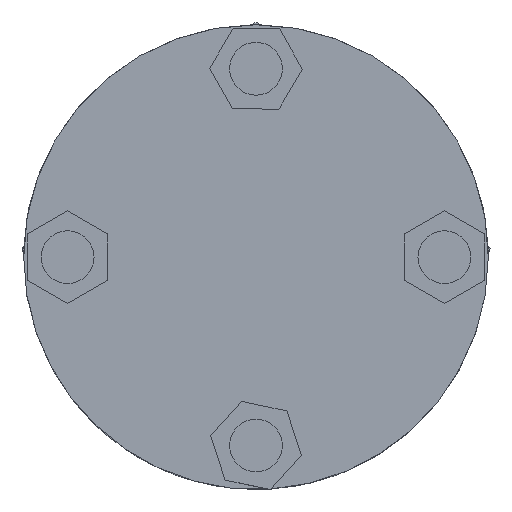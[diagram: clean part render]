
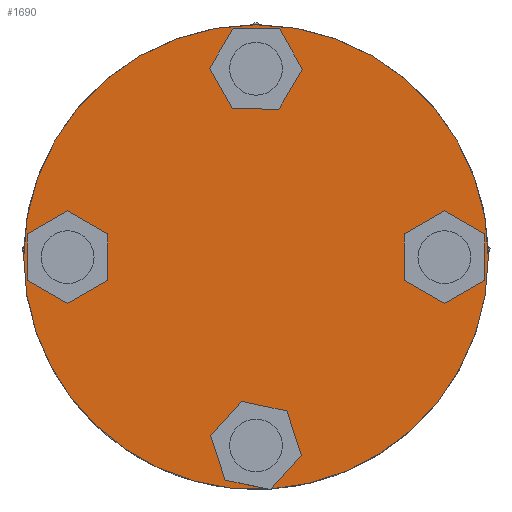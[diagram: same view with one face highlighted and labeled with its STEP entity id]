
A CAD part, left-side view. The second image highlights one B-rep face of the part: STEP entity #1690.
In plain terms, the highlighted planar face has unit normal (-1, 0, 0).
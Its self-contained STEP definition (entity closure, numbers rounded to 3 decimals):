
#896=CARTESIAN_POINT('Vertex',(-18.,-92.5,0.)) ;
#903=CARTESIAN_POINT('Vertex',(-18.,92.5,0.)) ;
#906=CARTESIAN_POINT('Axis2P3D Location',(-18.,0.,0.)) ;
#918=CARTESIAN_POINT('Axis2P3D Location',(-18.,0.,0.)) ;
#922=CARTESIAN_POINT('Vertex',(-18.,-5.926,-92.31)) ;
#929=CARTESIAN_POINT('Vertex',(-18.,-4.741,-92.378)) ;
#932=CARTESIAN_POINT('Axis2P3D Location',(-18.,0.,0.)) ;
#1484=CARTESIAN_POINT('Axis2P3D Location',(-18.,0.,0.)) ;
#1489=CARTESIAN_POINT('Line Origine',(-18.,3.821,-90.544)) ;
#1493=CARTESIAN_POINT('Vertex',(-18.,12.384,-88.711)) ;
#1496=CARTESIAN_POINT('Line Origine',(-18.,15.225,-79.921)) ;
#1500=CARTESIAN_POINT('Vertex',(-18.,18.065,-71.131)) ;
#1503=CARTESIAN_POINT('Line Origine',(-18.,11.874,-64.275)) ;
#1507=CARTESIAN_POINT('Vertex',(-18.,5.682,-57.42)) ;
#1510=CARTESIAN_POINT('Line Origine',(-18.,-3.351,-59.355)) ;
#1514=CARTESIAN_POINT('Vertex',(-18.,-12.384,-61.289)) ;
#1517=CARTESIAN_POINT('Line Origine',(-18.,-15.225,-70.079)) ;
#1521=CARTESIAN_POINT('Vertex',(-18.,-18.065,-78.869)) ;
#1524=CARTESIAN_POINT('Line Origine',(-18.,-11.995,-85.59)) ;
#1540=CARTESIAN_POINT('Line Origine',(-18.,13.789,83.115)) ;
#1544=CARTESIAN_POINT('Vertex',(-18.,9.104,91.076)) ;
#1546=CARTESIAN_POINT('Vertex',(-18.,18.475,75.154)) ;
#1549=CARTESIAN_POINT('Line Origine',(-18.,-0.133,90.999)) ;
#1553=CARTESIAN_POINT('Vertex',(-18.,-9.37,90.923)) ;
#1556=CARTESIAN_POINT('Line Origine',(-18.,-13.923,82.884)) ;
#1560=CARTESIAN_POINT('Vertex',(-18.,-18.475,74.846)) ;
#1563=CARTESIAN_POINT('Line Origine',(-18.,-13.789,66.885)) ;
#1567=CARTESIAN_POINT('Vertex',(-18.,-9.104,58.924)) ;
#1570=CARTESIAN_POINT('Line Origine',(-18.,0.133,59.001)) ;
#1574=CARTESIAN_POINT('Vertex',(-18.,9.37,59.077)) ;
#1577=CARTESIAN_POINT('Line Origine',(-18.,13.923,67.116)) ;
#1590=CARTESIAN_POINT('Line Origine',(-18.,-59.,0.)) ;
#1594=CARTESIAN_POINT('Vertex',(-18.,-59.,9.238)) ;
#1596=CARTESIAN_POINT('Vertex',(-18.,-59.,-9.238)) ;
#1599=CARTESIAN_POINT('Line Origine',(-18.,-67.,13.856)) ;
#1603=CARTESIAN_POINT('Vertex',(-18.,-75.,18.475)) ;
#1606=CARTESIAN_POINT('Line Origine',(-18.,-83.,13.856)) ;
#1610=CARTESIAN_POINT('Vertex',(-18.,-91.,9.238)) ;
#1613=CARTESIAN_POINT('Line Origine',(-18.,-91.,0.)) ;
#1617=CARTESIAN_POINT('Vertex',(-18.,-91.,-9.238)) ;
#1620=CARTESIAN_POINT('Line Origine',(-18.,-83.,-13.856)) ;
#1624=CARTESIAN_POINT('Vertex',(-18.,-75.,-18.475)) ;
#1627=CARTESIAN_POINT('Line Origine',(-18.,-67.,-13.856)) ;
#1640=CARTESIAN_POINT('Line Origine',(-18.,67.,13.856)) ;
#1644=CARTESIAN_POINT('Vertex',(-18.,75.,18.475)) ;
#1646=CARTESIAN_POINT('Vertex',(-18.,59.,9.238)) ;
#1649=CARTESIAN_POINT('Line Origine',(-18.,59.,0.)) ;
#1653=CARTESIAN_POINT('Vertex',(-18.,59.,-9.238)) ;
#1656=CARTESIAN_POINT('Line Origine',(-18.,67.,-13.856)) ;
#1660=CARTESIAN_POINT('Vertex',(-18.,75.,-18.475)) ;
#1663=CARTESIAN_POINT('Line Origine',(-18.,83.,-13.856)) ;
#1667=CARTESIAN_POINT('Vertex',(-18.,91.,-9.238)) ;
#1670=CARTESIAN_POINT('Line Origine',(-18.,91.,0.)) ;
#1674=CARTESIAN_POINT('Vertex',(-18.,91.,9.238)) ;
#1677=CARTESIAN_POINT('Line Origine',(-18.,83.,13.856)) ;
#907=DIRECTION('Axis2P3D Direction',(-1.,0.,0.)) ;
#919=DIRECTION('Axis2P3D Direction',(-1.,0.,0.)) ;
#933=DIRECTION('Axis2P3D Direction',(-1.,0.,0.)) ;
#1485=DIRECTION('Axis2P3D Direction',(-1.,0.,0.)) ;
#1486=DIRECTION('Axis2P3D XDirection',(0.,-1.,0.)) ;
#1490=DIRECTION('Vector Direction',(0.,-0.978,-0.209)) ;
#1497=DIRECTION('Vector Direction',(0.,-0.308,-0.952)) ;
#1504=DIRECTION('Vector Direction',(0.,0.67,-0.742)) ;
#1511=DIRECTION('Vector Direction',(0.,0.978,0.209)) ;
#1518=DIRECTION('Vector Direction',(0.,0.308,0.952)) ;
#1525=DIRECTION('Vector Direction',(0.,-0.67,0.742)) ;
#1541=DIRECTION('Vector Direction',(0.,0.507,-0.862)) ;
#1550=DIRECTION('Vector Direction',(0.,1.,0.008)) ;
#1557=DIRECTION('Vector Direction',(0.,0.493,0.87)) ;
#1564=DIRECTION('Vector Direction',(0.,-0.507,0.862)) ;
#1571=DIRECTION('Vector Direction',(0.,-1.,-0.008)) ;
#1578=DIRECTION('Vector Direction',(0.,-0.493,-0.87)) ;
#1591=DIRECTION('Vector Direction',(0.,0.,-1.)) ;
#1600=DIRECTION('Vector Direction',(0.,0.866,-0.5)) ;
#1607=DIRECTION('Vector Direction',(0.,0.866,0.5)) ;
#1614=DIRECTION('Vector Direction',(0.,0.,1.)) ;
#1621=DIRECTION('Vector Direction',(0.,-0.866,0.5)) ;
#1628=DIRECTION('Vector Direction',(0.,-0.866,-0.5)) ;
#1641=DIRECTION('Vector Direction',(0.,-0.866,-0.5)) ;
#1650=DIRECTION('Vector Direction',(0.,0.,-1.)) ;
#1657=DIRECTION('Vector Direction',(0.,0.866,-0.5)) ;
#1664=DIRECTION('Vector Direction',(0.,0.866,0.5)) ;
#1671=DIRECTION('Vector Direction',(0.,0.,1.)) ;
#1678=DIRECTION('Vector Direction',(0.,-0.866,0.5)) ;
#908=AXIS2_PLACEMENT_3D('Circle Axis2P3D',#906,#907,$) ;
#920=AXIS2_PLACEMENT_3D('Circle Axis2P3D',#918,#919,$) ;
#934=AXIS2_PLACEMENT_3D('Circle Axis2P3D',#932,#933,$) ;
#1487=AXIS2_PLACEMENT_3D('Plane Axis2P3D',#1484,#1485,#1486) ;
#1530=ORIENTED_EDGE('',*,*,#924,.T.) ;
#1531=ORIENTED_EDGE('',*,*,#910,.T.) ;
#1532=ORIENTED_EDGE('',*,*,#936,.T.) ;
#1533=ORIENTED_EDGE('',*,*,#1495,.F.) ;
#1534=ORIENTED_EDGE('',*,*,#1502,.F.) ;
#1535=ORIENTED_EDGE('',*,*,#1509,.F.) ;
#1536=ORIENTED_EDGE('',*,*,#1516,.F.) ;
#1537=ORIENTED_EDGE('',*,*,#1523,.F.) ;
#1538=ORIENTED_EDGE('',*,*,#1528,.F.) ;
#1583=ORIENTED_EDGE('',*,*,#1548,.F.) ;
#1584=ORIENTED_EDGE('',*,*,#1555,.F.) ;
#1585=ORIENTED_EDGE('',*,*,#1562,.F.) ;
#1586=ORIENTED_EDGE('',*,*,#1569,.F.) ;
#1587=ORIENTED_EDGE('',*,*,#1576,.F.) ;
#1588=ORIENTED_EDGE('',*,*,#1581,.F.) ;
#1633=ORIENTED_EDGE('',*,*,#1598,.F.) ;
#1634=ORIENTED_EDGE('',*,*,#1605,.F.) ;
#1635=ORIENTED_EDGE('',*,*,#1612,.F.) ;
#1636=ORIENTED_EDGE('',*,*,#1619,.F.) ;
#1637=ORIENTED_EDGE('',*,*,#1626,.F.) ;
#1638=ORIENTED_EDGE('',*,*,#1631,.F.) ;
#1683=ORIENTED_EDGE('',*,*,#1648,.T.) ;
#1684=ORIENTED_EDGE('',*,*,#1655,.T.) ;
#1685=ORIENTED_EDGE('',*,*,#1662,.T.) ;
#1686=ORIENTED_EDGE('',*,*,#1669,.T.) ;
#1687=ORIENTED_EDGE('',*,*,#1676,.T.) ;
#1688=ORIENTED_EDGE('',*,*,#1681,.T.) ;
#1589=FACE_BOUND('',#1582,.T.) ;
#1639=FACE_BOUND('',#1632,.T.) ;
#1689=FACE_BOUND('',#1682,.T.) ;
#1491=VECTOR('Line Direction',#1490,1.) ;
#1498=VECTOR('Line Direction',#1497,1.) ;
#1505=VECTOR('Line Direction',#1504,1.) ;
#1512=VECTOR('Line Direction',#1511,1.) ;
#1519=VECTOR('Line Direction',#1518,1.) ;
#1526=VECTOR('Line Direction',#1525,1.) ;
#1542=VECTOR('Line Direction',#1541,1.) ;
#1551=VECTOR('Line Direction',#1550,1.) ;
#1558=VECTOR('Line Direction',#1557,1.) ;
#1565=VECTOR('Line Direction',#1564,1.) ;
#1572=VECTOR('Line Direction',#1571,1.) ;
#1579=VECTOR('Line Direction',#1578,1.) ;
#1592=VECTOR('Line Direction',#1591,1.) ;
#1601=VECTOR('Line Direction',#1600,1.) ;
#1608=VECTOR('Line Direction',#1607,1.) ;
#1615=VECTOR('Line Direction',#1614,1.) ;
#1622=VECTOR('Line Direction',#1621,1.) ;
#1629=VECTOR('Line Direction',#1628,1.) ;
#1642=VECTOR('Line Direction',#1641,1.) ;
#1651=VECTOR('Line Direction',#1650,1.) ;
#1658=VECTOR('Line Direction',#1657,1.) ;
#1665=VECTOR('Line Direction',#1664,1.) ;
#1672=VECTOR('Line Direction',#1671,1.) ;
#1679=VECTOR('Line Direction',#1678,1.) ;
#1690=ADVANCED_FACE('PartBody',(#1539,#1589,#1639,#1689),#1488,.T.) ;
#909=CIRCLE('generated circle',#908,92.5) ;
#921=CIRCLE('generated circle',#920,92.5) ;
#935=CIRCLE('generated circle',#934,92.5) ;
#910=EDGE_CURVE('',#897,#904,#909,.T.) ;
#924=EDGE_CURVE('',#923,#897,#921,.T.) ;
#936=EDGE_CURVE('',#904,#930,#935,.T.) ;
#1495=EDGE_CURVE('',#1494,#930,#1492,.T.) ;
#1502=EDGE_CURVE('',#1501,#1494,#1499,.T.) ;
#1509=EDGE_CURVE('',#1508,#1501,#1506,.T.) ;
#1516=EDGE_CURVE('',#1515,#1508,#1513,.T.) ;
#1523=EDGE_CURVE('',#1522,#1515,#1520,.T.) ;
#1528=EDGE_CURVE('',#923,#1522,#1527,.T.) ;
#1548=EDGE_CURVE('',#1545,#1547,#1543,.T.) ;
#1555=EDGE_CURVE('',#1554,#1545,#1552,.T.) ;
#1562=EDGE_CURVE('',#1561,#1554,#1559,.T.) ;
#1569=EDGE_CURVE('',#1568,#1561,#1566,.T.) ;
#1576=EDGE_CURVE('',#1575,#1568,#1573,.T.) ;
#1581=EDGE_CURVE('',#1547,#1575,#1580,.T.) ;
#1598=EDGE_CURVE('',#1595,#1597,#1593,.T.) ;
#1605=EDGE_CURVE('',#1604,#1595,#1602,.T.) ;
#1612=EDGE_CURVE('',#1611,#1604,#1609,.T.) ;
#1619=EDGE_CURVE('',#1618,#1611,#1616,.T.) ;
#1626=EDGE_CURVE('',#1625,#1618,#1623,.T.) ;
#1631=EDGE_CURVE('',#1597,#1625,#1630,.T.) ;
#1648=EDGE_CURVE('',#1645,#1647,#1643,.T.) ;
#1655=EDGE_CURVE('',#1647,#1654,#1652,.T.) ;
#1662=EDGE_CURVE('',#1654,#1661,#1659,.T.) ;
#1669=EDGE_CURVE('',#1661,#1668,#1666,.T.) ;
#1676=EDGE_CURVE('',#1668,#1675,#1673,.T.) ;
#1681=EDGE_CURVE('',#1675,#1645,#1680,.T.) ;
#1529=EDGE_LOOP('',(#1530,#1531,#1532,#1533,#1534,#1535,#1536,#1537,#1538)) ;
#1582=EDGE_LOOP('',(#1583,#1584,#1585,#1586,#1587,#1588)) ;
#1632=EDGE_LOOP('',(#1633,#1634,#1635,#1636,#1637,#1638)) ;
#1682=EDGE_LOOP('',(#1683,#1684,#1685,#1686,#1687,#1688)) ;
#1539=FACE_OUTER_BOUND('',#1529,.T.) ;
#1492=LINE('Line',#1489,#1491) ;
#1499=LINE('Line',#1496,#1498) ;
#1506=LINE('Line',#1503,#1505) ;
#1513=LINE('Line',#1510,#1512) ;
#1520=LINE('Line',#1517,#1519) ;
#1527=LINE('Line',#1524,#1526) ;
#1543=LINE('Line',#1540,#1542) ;
#1552=LINE('Line',#1549,#1551) ;
#1559=LINE('Line',#1556,#1558) ;
#1566=LINE('Line',#1563,#1565) ;
#1573=LINE('Line',#1570,#1572) ;
#1580=LINE('Line',#1577,#1579) ;
#1593=LINE('Line',#1590,#1592) ;
#1602=LINE('Line',#1599,#1601) ;
#1609=LINE('Line',#1606,#1608) ;
#1616=LINE('Line',#1613,#1615) ;
#1623=LINE('Line',#1620,#1622) ;
#1630=LINE('Line',#1627,#1629) ;
#1643=LINE('Line',#1640,#1642) ;
#1652=LINE('Line',#1649,#1651) ;
#1659=LINE('Line',#1656,#1658) ;
#1666=LINE('Line',#1663,#1665) ;
#1673=LINE('Line',#1670,#1672) ;
#1680=LINE('Line',#1677,#1679) ;
#1488=PLANE('',#1487) ;
#897=VERTEX_POINT('',#896) ;
#904=VERTEX_POINT('',#903) ;
#923=VERTEX_POINT('',#922) ;
#930=VERTEX_POINT('',#929) ;
#1494=VERTEX_POINT('',#1493) ;
#1501=VERTEX_POINT('',#1500) ;
#1508=VERTEX_POINT('',#1507) ;
#1515=VERTEX_POINT('',#1514) ;
#1522=VERTEX_POINT('',#1521) ;
#1545=VERTEX_POINT('',#1544) ;
#1547=VERTEX_POINT('',#1546) ;
#1554=VERTEX_POINT('',#1553) ;
#1561=VERTEX_POINT('',#1560) ;
#1568=VERTEX_POINT('',#1567) ;
#1575=VERTEX_POINT('',#1574) ;
#1595=VERTEX_POINT('',#1594) ;
#1597=VERTEX_POINT('',#1596) ;
#1604=VERTEX_POINT('',#1603) ;
#1611=VERTEX_POINT('',#1610) ;
#1618=VERTEX_POINT('',#1617) ;
#1625=VERTEX_POINT('',#1624) ;
#1645=VERTEX_POINT('',#1644) ;
#1647=VERTEX_POINT('',#1646) ;
#1654=VERTEX_POINT('',#1653) ;
#1661=VERTEX_POINT('',#1660) ;
#1668=VERTEX_POINT('',#1667) ;
#1675=VERTEX_POINT('',#1674) ;
